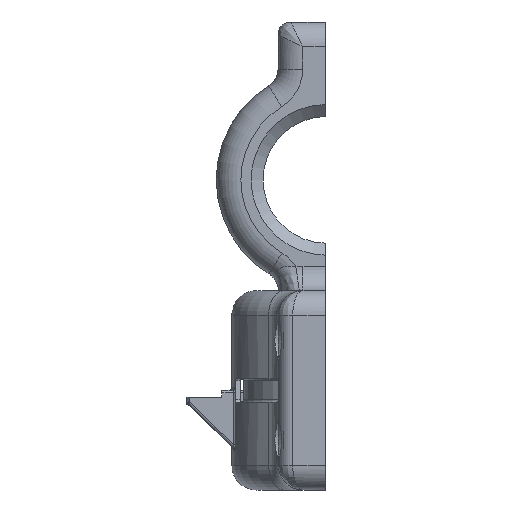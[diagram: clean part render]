
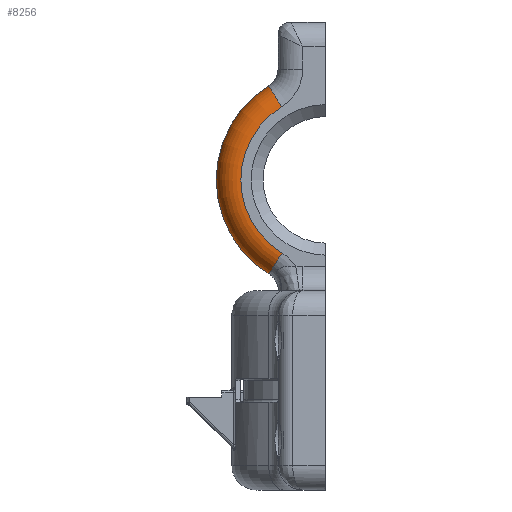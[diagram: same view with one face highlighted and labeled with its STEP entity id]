
A CAD part, left-side view. The second image highlights one B-rep face of the part: STEP entity #8256.
In plain terms, the highlighted toroidal (fillet/blend) face has major radius 17.844 mm and minor radius 5.13 mm.
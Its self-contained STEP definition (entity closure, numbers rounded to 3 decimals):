
#2820 = CARTESIAN_POINT ( 'NONE',  ( -15.637, 103.799, 461.393 ) ) ;
#3306 = ORIENTED_EDGE ( 'NONE', *, *, #16160, .F. ) ;
#3648 = CIRCLE ( 'NONE', #21653, 5.13 ) ;
#4211 = EDGE_LOOP ( 'NONE', ( #30657, #15592, #3306, #33338 ) ) ;
#5497 = EDGE_CURVE ( 'NONE', #9104, #30808, #3648, .T. ) ;
#5713 = DIRECTION ( 'NONE',  ( 0., 0., -1. ) ) ;
#6842 = CIRCLE ( 'NONE', #9859, 17.844 ) ;
#6856 = AXIS2_PLACEMENT_3D ( 'NONE', #27142, #33357, #15109 ) ;
#8208 = CARTESIAN_POINT ( 'NONE',  ( -15.637, 101.171, 496.201 ) ) ;
#8256 = ADVANCED_FACE ( 'NONE', ( #24635 ), #24875, .T. ) ;
#9104 = VERTEX_POINT ( 'NONE', #2820 ) ;
#9741 = DIRECTION ( 'NONE',  ( -1., 0., 0. ) ) ;
#9859 = AXIS2_PLACEMENT_3D ( 'NONE', #36547, #9741, #29961 ) ;
#10036 = VERTEX_POINT ( 'NONE', #25381 ) ;
#10843 = AXIS2_PLACEMENT_3D ( 'NONE', #38329, #35234, #5713 ) ;
#10844 = CARTESIAN_POINT ( 'NONE',  ( -20.767, 101.125, 465.771 ) ) ;
#12012 = AXIS2_PLACEMENT_3D ( 'NONE', #8208, #16956, #17335 ) ;
#15109 = DIRECTION ( 'NONE',  ( 0., 0., -1. ) ) ;
#15592 = ORIENTED_EDGE ( 'NONE', *, *, #31241, .F. ) ;
#16160 = EDGE_CURVE ( 'NONE', #36262, #10036, #28767, .T. ) ;
#16956 = DIRECTION ( 'NONE',  ( 0., -0.852, 0.524 ) ) ;
#17335 = DIRECTION ( 'NONE',  ( 0., -0.524, -0.852 ) ) ;
#19909 = DIRECTION ( 'NONE',  ( 0., -0.521, 0.853 ) ) ;
#20153 = EDGE_CURVE ( 'NONE', #9104, #36262, #26966, .T. ) ;
#21653 = AXIS2_PLACEMENT_3D ( 'NONE', #32313, #29408, #19909 ) ;
#24635 = FACE_OUTER_BOUND ( 'NONE', #4211, .T. ) ;
#24875 = TOROIDAL_SURFACE ( 'NONE', #6856, 17.844, 5.13 ) ;
#25381 = CARTESIAN_POINT ( 'NONE',  ( -20.767, 101.171, 496.201 ) ) ;
#26966 = CIRCLE ( 'NONE', #10843, 22.974 ) ;
#27142 = CARTESIAN_POINT ( 'NONE',  ( -15.637, 91.825, 481. ) ) ;
#28767 = CIRCLE ( 'NONE', #12012, 5.13 ) ;
#29408 = DIRECTION ( 'NONE',  ( 0., 0.853, 0.521 ) ) ;
#29961 = DIRECTION ( 'NONE',  ( 0., 0., -1. ) ) ;
#30657 = ORIENTED_EDGE ( 'NONE', *, *, #5497, .T. ) ;
#30808 = VERTEX_POINT ( 'NONE', #10844 ) ;
#31241 = EDGE_CURVE ( 'NONE', #10036, #30808, #6842, .T. ) ;
#32313 = CARTESIAN_POINT ( 'NONE',  ( -15.637, 101.125, 465.771 ) ) ;
#33338 = ORIENTED_EDGE ( 'NONE', *, *, #20153, .F. ) ;
#33357 = DIRECTION ( 'NONE',  ( 1., 0., 0. ) ) ;
#34407 = CARTESIAN_POINT ( 'NONE',  ( -15.637, 103.858, 500.571 ) ) ;
#35234 = DIRECTION ( 'NONE',  ( 1., 0., 0. ) ) ;
#36262 = VERTEX_POINT ( 'NONE', #34407 ) ;
#36547 = CARTESIAN_POINT ( 'NONE',  ( -20.767, 91.825, 481. ) ) ;
#38329 = CARTESIAN_POINT ( 'NONE',  ( -15.637, 91.825, 481. ) ) ;
